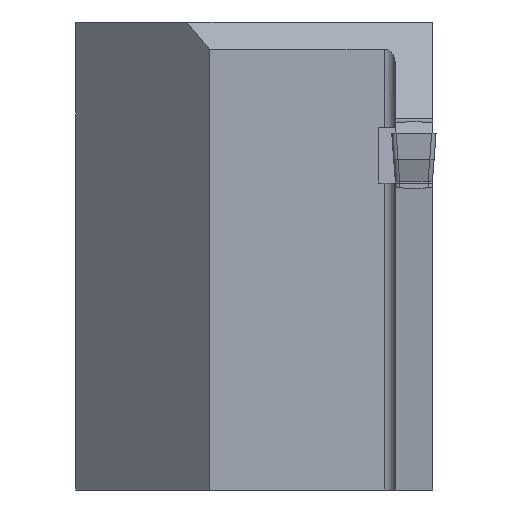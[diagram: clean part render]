
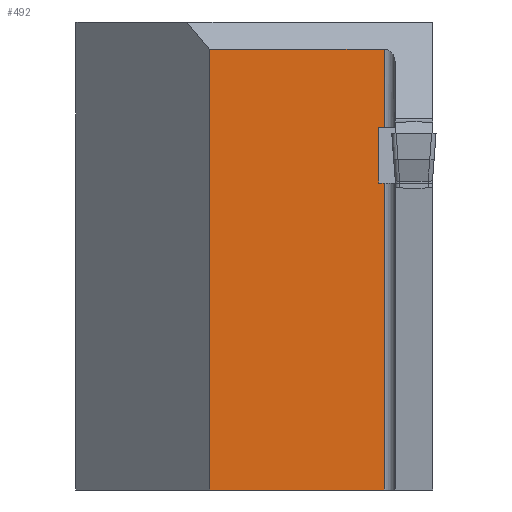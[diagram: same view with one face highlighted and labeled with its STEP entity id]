
A CAD part, left-side view. The second image highlights one B-rep face of the part: STEP entity #492.
In plain terms, the highlighted planar face has unit normal (-1, 0, 0).
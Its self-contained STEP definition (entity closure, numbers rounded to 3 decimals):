
#492=ADVANCED_FACE('',(#590),#548,.T.);
#548=PLANE('',#1526);
#590=FACE_OUTER_BOUND('',#647,.T.);
#647=EDGE_LOOP('',(#969,#970,#971,#972,#973,#974,#975,#976));
#702=LINE('',#1910,#823);
#712=LINE('',#1940,#833);
#719=LINE('',#1953,#840);
#720=LINE('',#1955,#841);
#721=LINE('',#1957,#842);
#722=LINE('',#1958,#843);
#723=LINE('',#1960,#844);
#724=LINE('',#1962,#845);
#823=VECTOR('',#1612,1.);
#833=VECTOR('',#1634,1.);
#840=VECTOR('',#1645,1.);
#841=VECTOR('',#1646,1.);
#842=VECTOR('',#1647,1.);
#843=VECTOR('',#1648,1.);
#844=VECTOR('',#1649,1.);
#845=VECTOR('',#1650,1.);
#969=ORIENTED_EDGE('',*,*,#1378,.F.);
#970=ORIENTED_EDGE('',*,*,#1357,.T.);
#971=ORIENTED_EDGE('',*,*,#1379,.F.);
#972=ORIENTED_EDGE('',*,*,#1380,.T.);
#973=ORIENTED_EDGE('',*,*,#1371,.T.);
#974=ORIENTED_EDGE('',*,*,#1381,.T.);
#975=ORIENTED_EDGE('',*,*,#1382,.F.);
#976=ORIENTED_EDGE('',*,*,#1383,.F.);
#1255=VERTEX_POINT('',#1911);
#1256=VERTEX_POINT('',#1912);
#1268=VERTEX_POINT('',#1939);
#1269=VERTEX_POINT('',#1941);
#1273=VERTEX_POINT('',#1954);
#1274=VERTEX_POINT('',#1956);
#1275=VERTEX_POINT('',#1959);
#1276=VERTEX_POINT('',#1961);
#1357=EDGE_CURVE('',#1255,#1256,#702,.T.);
#1371=EDGE_CURVE('',#1269,#1268,#712,.T.);
#1378=EDGE_CURVE('',#1255,#1273,#719,.T.);
#1379=EDGE_CURVE('',#1274,#1256,#720,.T.);
#1380=EDGE_CURVE('',#1274,#1269,#721,.T.);
#1381=EDGE_CURVE('',#1268,#1275,#722,.T.);
#1382=EDGE_CURVE('',#1276,#1275,#723,.T.);
#1383=EDGE_CURVE('',#1273,#1276,#724,.T.);
#1526=AXIS2_PLACEMENT_3D('',#1963,#1651,#1652);
#1612=DIRECTION('',(0.,0.,1.));
#1634=DIRECTION('',(0.,-1.,0.));
#1645=DIRECTION('',(0.,1.,0.));
#1646=DIRECTION('',(0.,-1.,0.));
#1647=DIRECTION('',(0.,0.,-1.));
#1648=DIRECTION('',(0.,0.,1.));
#1649=DIRECTION('',(0.,-1.,0.));
#1650=DIRECTION('',(0.,0.,-1.));
#1651=DIRECTION('',(-1.,0.,0.));
#1652=DIRECTION('',(0.,0.,1.));
#1910=CARTESIAN_POINT('',(11.,4.35,7.566));
#1911=CARTESIAN_POINT('',(11.,4.35,0.551));
#1912=CARTESIAN_POINT('',(11.,4.35,7.566));
#1939=CARTESIAN_POINT('',(11.,4.35,-32.));
#1940=CARTESIAN_POINT('',(11.,32.,-32.));
#1941=CARTESIAN_POINT('',(11.,20.,-32.));
#1953=CARTESIAN_POINT('',(11.,32.,0.551));
#1954=CARTESIAN_POINT('',(11.,4.825,0.551));
#1955=CARTESIAN_POINT('',(11.,32.,7.566));
#1956=CARTESIAN_POINT('',(11.,20.,7.566));
#1957=CARTESIAN_POINT('',(11.,20.,10.));
#1958=CARTESIAN_POINT('',(11.,4.35,7.566));
#1959=CARTESIAN_POINT('',(11.,4.35,-4.451));
#1960=CARTESIAN_POINT('',(11.,32.,-4.451));
#1961=CARTESIAN_POINT('',(11.,4.825,-4.451));
#1962=CARTESIAN_POINT('',(11.,4.825,10.));
#1963=CARTESIAN_POINT('',(11.,32.,10.));
